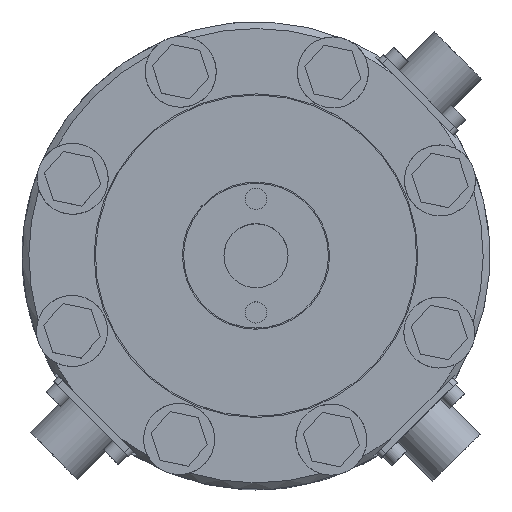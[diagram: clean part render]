
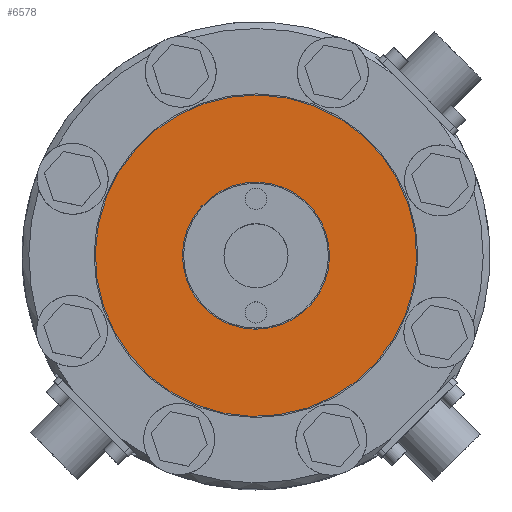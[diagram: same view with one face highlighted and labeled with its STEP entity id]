
A CAD part, top view. The second image highlights one B-rep face of the part: STEP entity #6578.
In plain terms, the highlighted planar face has unit normal (0, 0, 1).
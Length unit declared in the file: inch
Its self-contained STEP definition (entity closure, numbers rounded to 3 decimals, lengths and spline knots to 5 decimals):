
#6551=CARTESIAN_POINT('',(-11.73107,-12.6906,-7.18268));
#6552=DIRECTION('',(0.0,0.0,-1.0));
#6553=DIRECTION('',(-0.98,0.199,0.0));
#6554=AXIS2_PLACEMENT_3D('',#6551,#6552,#6553);
#6555=PLANE('',#6554);
#6556=CARTESIAN_POINT('',(-13.11767,-12.40849,-7.18268));
#6557=VERTEX_POINT('',#6556);
#6558=CARTESIAN_POINT('',(-11.73107,-12.6906,-7.18268));
#6559=DIRECTION('',(0.,0.,-1.0));
#6560=DIRECTION('',(-0.98,0.199,0.));
#6561=AXIS2_PLACEMENT_3D('',#6558,#6559,#6560);
#6562=CIRCLE('',#6561,1.415);
#6563=EDGE_CURVE('',#6557,#6557,#6562,.T.);
#6564=ORIENTED_EDGE('',*,*,#6563,.F.);
#6565=EDGE_LOOP('',(#6564));
#6566=FACE_OUTER_BOUND('',#6565,.T.);
#6567=CARTESIAN_POINT('',(-11.09657,-12.81969,-7.18268));
#6568=VERTEX_POINT('',#6567);
#6569=CARTESIAN_POINT('',(-11.73107,-12.6906,-7.18268));
#6570=DIRECTION('',(0.,0.,-1.0));
#6571=DIRECTION('',(-0.98,0.199,0.));
#6572=AXIS2_PLACEMENT_3D('',#6569,#6570,#6571);
#6573=CIRCLE('',#6572,0.6475);
#6574=EDGE_CURVE('',#6568,#6568,#6573,.T.);
#6575=ORIENTED_EDGE('',*,*,#6574,.T.);
#6576=EDGE_LOOP('',(#6575));
#6577=FACE_BOUND('',#6576,.T.);
#6578=ADVANCED_FACE('',(#6566,#6577),#6555,.F.);
